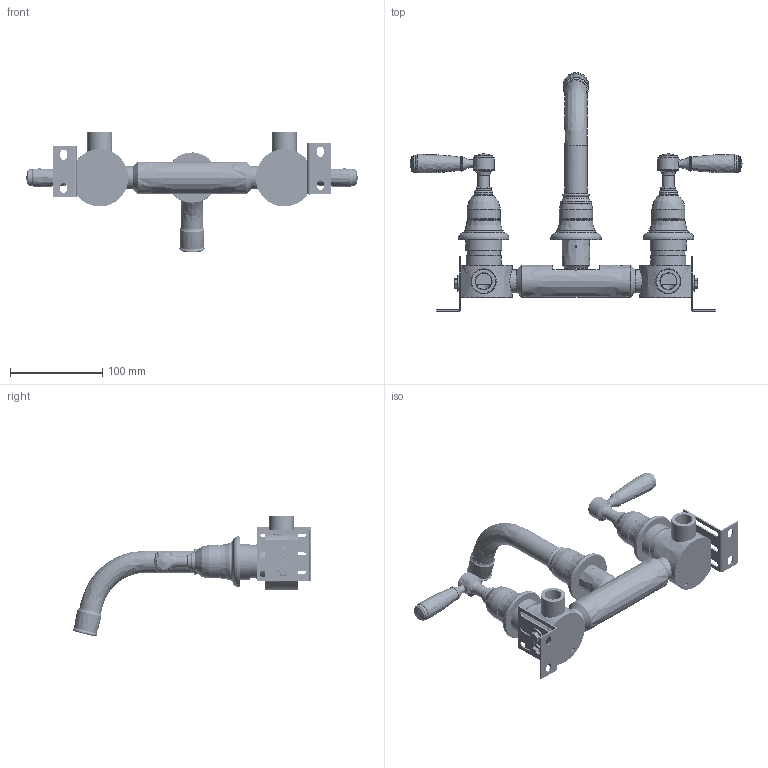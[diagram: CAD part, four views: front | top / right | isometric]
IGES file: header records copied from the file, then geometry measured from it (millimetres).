
Global section: file name: V2KA17-C M W GBC; native system: Autodesk Inventor 2018; preprocessor: unknown; author: adaniels; date: 20180122.101826; units: millimetre
Bounding box: 359.45 x 258.57 x 130.91 mm (x, y, z)
Volume: 599692 mm3; surface area: 281873.3 mm2
Topology: 72 solids, 73 shells, 5465 faces, 15436 edges, 10120 vertices
Faces by surface type: bspline 5465
